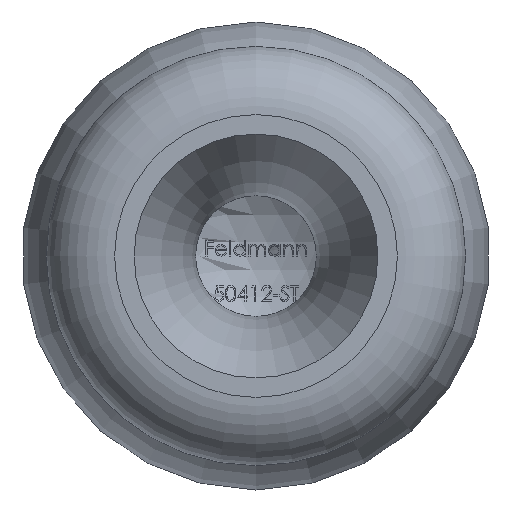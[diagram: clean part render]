
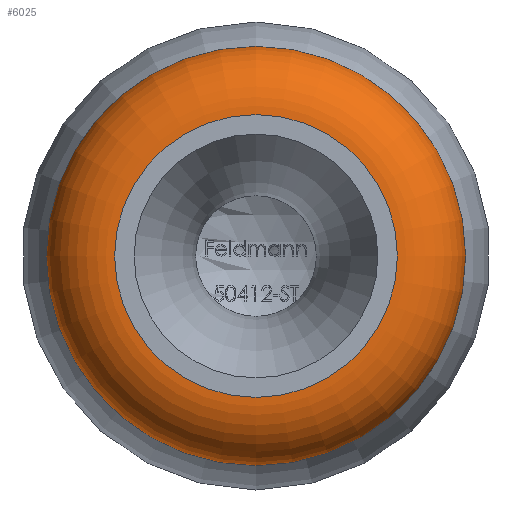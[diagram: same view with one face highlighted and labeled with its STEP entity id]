
A CAD part, front view. The second image highlights one B-rep face of the part: STEP entity #6025.
In plain terms, the highlighted toroidal (fillet/blend) face has major radius 7.25 mm and minor radius 3.5 mm.
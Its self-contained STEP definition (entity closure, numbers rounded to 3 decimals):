
#1099 = DIRECTION ( 'NONE',  ( 0., -1., 0. ) ) ;
#1119 = CARTESIAN_POINT ( 'NONE',  ( 0., 0., -7.25 ) ) ;
#2031 = VERTEX_POINT ( 'NONE', #2544 ) ;
#2401 = DIRECTION ( 'NONE',  ( 0., -1., 0. ) ) ;
#2402 = ORIENTED_EDGE ( 'NONE', *, *, #5047, .T. ) ;
#2438 = CARTESIAN_POINT ( 'NONE',  ( 0., 6.489, 0. ) ) ;
#2544 = CARTESIAN_POINT ( 'NONE',  ( 0., 6.489, -9.071 ) ) ;
#3047 = CIRCLE ( 'NONE', #4481, 9.071 ) ;
#3565 = EDGE_CURVE ( 'NONE', #9259, #9259, #7573, .T. ) ;
#3729 = DIRECTION ( 'NONE',  ( 0., -1., 0. ) ) ;
#4097 = EDGE_LOOP ( 'NONE', ( #8783 ) ) ;
#4382 = DIRECTION ( 'NONE',  ( 0., 0., -1. ) ) ;
#4481 = AXIS2_PLACEMENT_3D ( 'NONE', #2438, #2401, #7826 ) ;
#4614 = EDGE_LOOP ( 'NONE', ( #2402 ) ) ;
#4884 = DIRECTION ( 'NONE',  ( 0., 0., -1. ) ) ;
#5047 = EDGE_CURVE ( 'NONE', #2031, #2031, #3047, .T. ) ;
#5162 = AXIS2_PLACEMENT_3D ( 'NONE', #9550, #1099, #4884 ) ;
#5730 = TOROIDAL_SURFACE ( 'NONE', #8452, 7.25, 3.5 ) ;
#6025 = ADVANCED_FACE ( 'NONE', ( #8894, #9838 ), #5730, .T. ) ;
#7573 = CIRCLE ( 'NONE', #5162, 7.25 ) ;
#7826 = DIRECTION ( 'NONE',  ( 0., 0., -1. ) ) ;
#8452 = AXIS2_PLACEMENT_3D ( 'NONE', #9820, #3729, #4382 ) ;
#8783 = ORIENTED_EDGE ( 'NONE', *, *, #3565, .F. ) ;
#8894 = FACE_OUTER_BOUND ( 'NONE', #4614, .T. ) ;
#9259 = VERTEX_POINT ( 'NONE', #1119 ) ;
#9550 = CARTESIAN_POINT ( 'NONE',  ( 0., 0., 0. ) ) ;
#9820 = CARTESIAN_POINT ( 'NONE',  ( 0., 3.5, 0. ) ) ;
#9838 = FACE_OUTER_BOUND ( 'NONE', #4097, .T. ) ;
